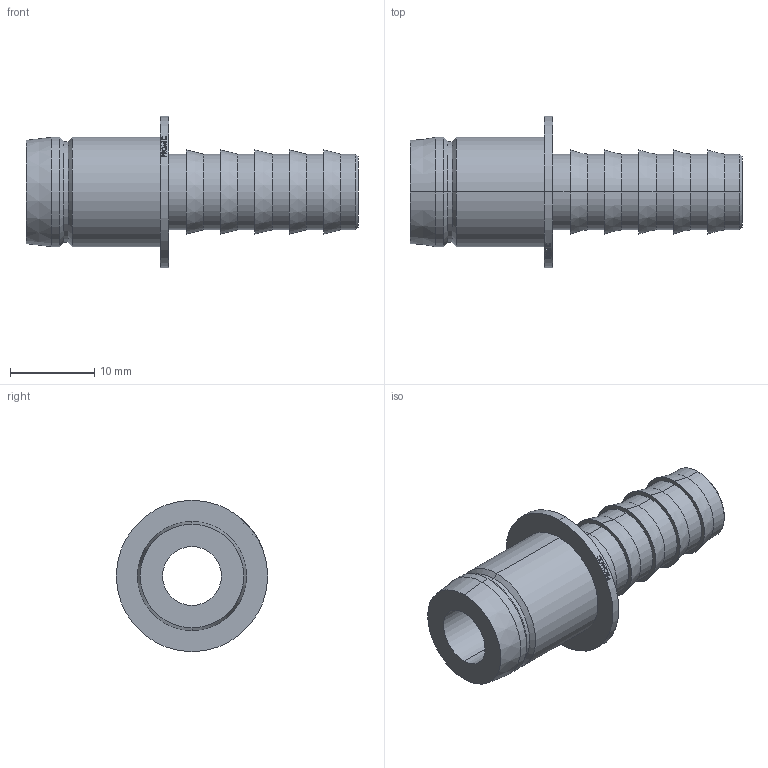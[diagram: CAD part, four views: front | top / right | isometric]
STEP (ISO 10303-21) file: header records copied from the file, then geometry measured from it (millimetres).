
FILE_DESCRIPTION (( 'STEP AP203' ), '1' );
FILE_NAME ('a635.STEP', '2022-09-21T17:27:47', ( '' ), ( '' ), 'SwSTEP 2.0', 'SolidWorks 2019', '' );
FILE_SCHEMA (( 'CONFIG_CONTROL_DESIGN' ));
Length unit declared in the file: millimetre
Products named in the file (1): a635
Bounding box: 39.5 x 18 x 18 mm (x, y, z)
Volume: 2322.6 mm3; surface area: 2743.3 mm2
Topology: 1 solids, 1 shells, 130 faces, 314 edges, 202 vertices
Faces by surface type: bspline 57, cylinder 31, plane 24, cone 18
Entity records: 6073 total; most frequent: CARTESIAN_POINT 3502, ORIENTED_EDGE 628, EDGE_CURVE 314, DIRECTION 304, B_SPLINE_CURVE_WITH_KNOTS 216, VERTEX_POINT 202, EDGE_LOOP 148, AXIS2_PLACEMENT_3D 132
